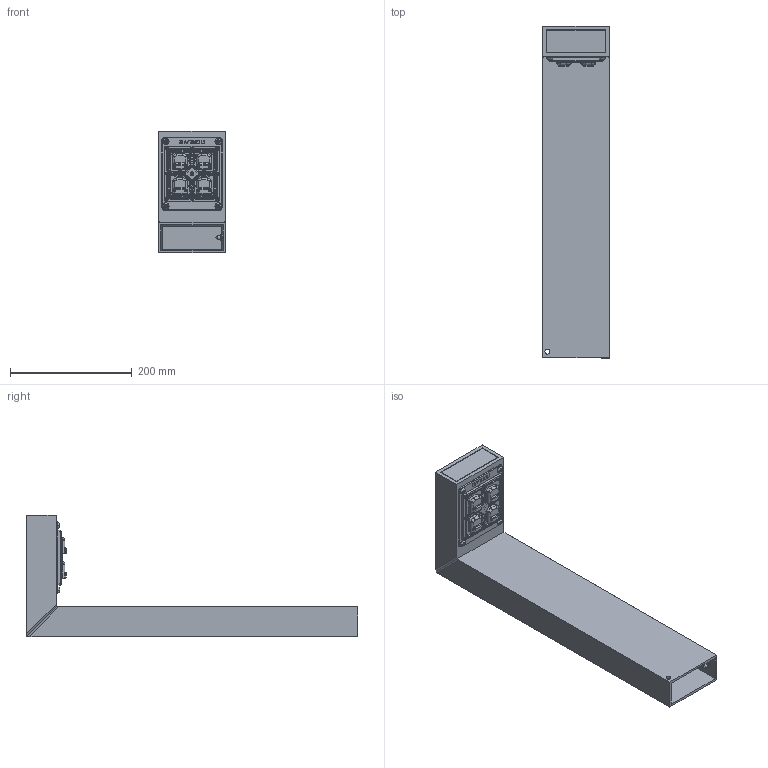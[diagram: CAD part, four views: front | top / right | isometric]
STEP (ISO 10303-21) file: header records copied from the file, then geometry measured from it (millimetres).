
FILE_DESCRIPTION (( 'STEP AP203' ), '1' );
FILE_NAME ('Asker bollard PRO.STEP', '2021-08-24T09:35:43', ( '' ), ( '' ), 'SwSTEP 2.0', 'SolidWorks 2020', '' );
FILE_SCHEMA (( 'CONFIG_CONTROL_DESIGN' ));
Length unit declared in the file: millimetre
Products named in the file (19): Wkrêt walc imb_M3x_rs_x04; TUL M6_rs; M167_Pokrywa-radiator_rs_M167B; socket button head screw_iso_ISO 7380 - M6 x 16 --- 16N; Wkrêt walc imb_M3x_rs_x08; Wkrêt walc imb_M3x_rs_x10; M97W2_Zaœlepka_rs_Cube zasl_w3; socket set screw cone point_din_DIN 914 - M6 x 16-N; SOCZEWKA LEDIL CS15761 STRADA-2X2MX-8-SCL_rs; M97W2_S³upek_rs_M97W2_550 ; Asker bollard PRO; Wkrêt walc imb_M3x_rs_x06; M97W2_KSZT110x50x2_rs_M97W2_550 st.4; POD 3,2_rs_POD 3,2_rs; LED Niviss Cree LED DK200402 MOD-NRL-4RW-7070S-XTE-HE-3000K-VA01; M167_Pokrywa-radiator kpl_rs_M167B; M97W2_KSZT110x50x2 Poz_rs_845 Osram Cube-obr｢bka; M97W2_S³upek góra_rs_845 Osram Cube; M97W2_Bla wzma kpl_rs
Assembly tree (29 placements, depth 4):
  Asker bollard PRO
    M97W2_S³upek_rs_M97W2_550 
      M97W2_S³upek góra_rs_845 Osram Cube
        M97W2_KSZT110x50x2 Poz_rs_845 Osram Cube-obr｢bka
        M97W2_Zaœlepka_rs_Cube zasl_w3
      M97W2_Bla wzma kpl_rs
        TUL M6_rs
      M97W2_KSZT110x50x2_rs_M97W2_550 st.4
      socket set screw cone point_din_DIN 914 - M6 x 16-N
    M167_Pokrywa-radiator kpl_rs_M167B
      M167_Pokrywa-radiator_rs_M167B
      LED Niviss Cree LED DK200402 MOD-NRL-4RW-7070S-XTE-HE-3000K-VA01
      Wkrêt walc imb_M3x_rs_x10
      Wkrêt walc imb_M3x_rs_x06  x2
      SOCZEWKA LEDIL CS15761 STRADA-2X2MX-8-SCL_rs
      Wkrêt walc imb_M3x_rs_x08  x8
      POD 3,2_rs_POD 3,2_rs
      Wkrêt walc imb_M3x_rs_x04
    socket button head screw_iso_ISO 7380 - M6 x 16 --- 16N  x4
Bounding box: 110 x 545 x 200 mm (x, y, z)
Volume: 985839.1 mm3; surface area: 494998.3 mm2
Topology: 26 solids, 26 shells, 3451 faces, 8759 edges, 5415 vertices
Faces by surface type: plane 1277, bspline 1104, cylinder 541, cone 457, torus 40, sphere 32
Entity records: 144347 total; most frequent: CARTESIAN_POINT 75291, ORIENTED_EDGE 15994, DIRECTION 10283, EDGE_CURVE 7997, VERTEX_POINT 5030, LINE 3581, VECTOR 3581, EDGE_LOOP 3417
